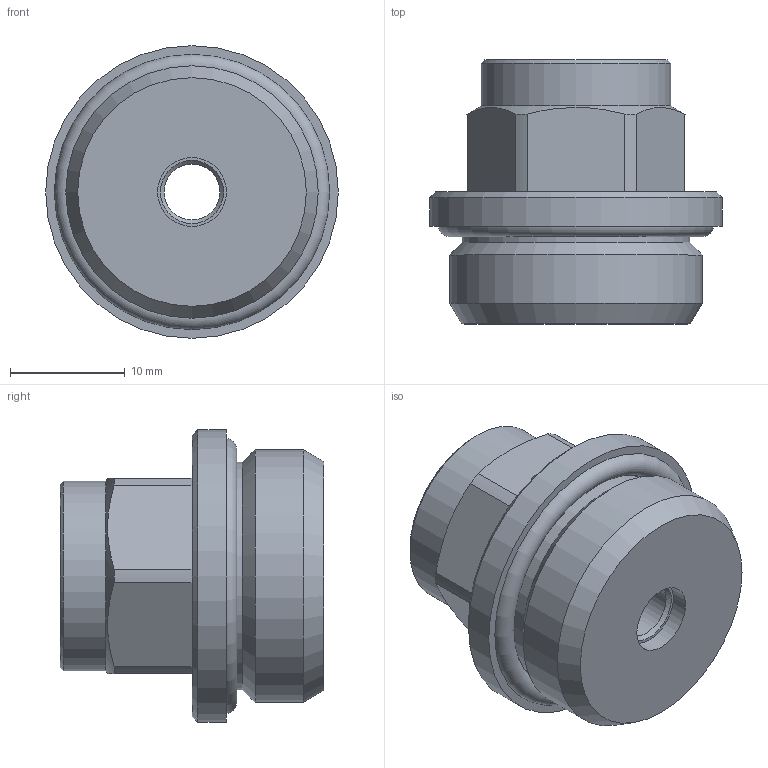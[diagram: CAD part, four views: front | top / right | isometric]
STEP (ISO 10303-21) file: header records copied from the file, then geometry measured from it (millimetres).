
FILE_DESCRIPTION(( 'MAF.12.08.M22X1.5.stp' ), '1');
FILE_NAME( 'MAF.12.08.M22X1.5.stp', '2021-02-19T15:27:50',( 'Sopra'),('sopra-pneumatic.com'), 'SwSTEP 2.0','SolidWorks 2009','' );
FILE_SCHEMA( ( 'AUTOMOTIVE_DESIGN { 1 0 10303 214 1 1 1 1 }' ) );
Length unit declared in the file: millimetre
Products named in the file (1): Rivoluzione1
Bounding box: 25.5 x 23 x 25.5 mm (x, y, z)
Volume: 6338.7 mm3; surface area: 3653.6 mm2
Topology: 1 solids, 1 shells, 176 faces, 453 edges, 300 vertices
Faces by surface type: plane 77, bspline 72, cylinder 16, cone 8, torus 3
Full cylindrical faces by diameter (mm): 4.85 x1, 5.85 x1, 6 x1, 8.15 x2, 14 x1, 16.5 x1, 19.8 x1, 22 x1, 25.5 x1
Entity records: 10332 total; most frequent: CARTESIAN_POINT 5203, ORIENTED_EDGE 854, DIRECTION 526, EDGE_CURVE 427, VERTEX_POINT 295, LINE 234, VECTOR 234, EDGE_LOOP 220
